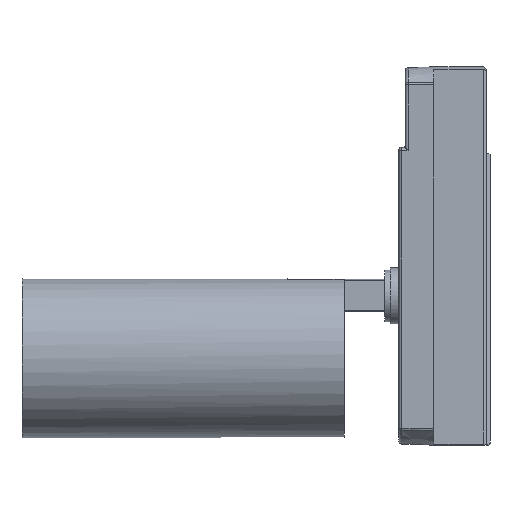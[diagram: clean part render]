
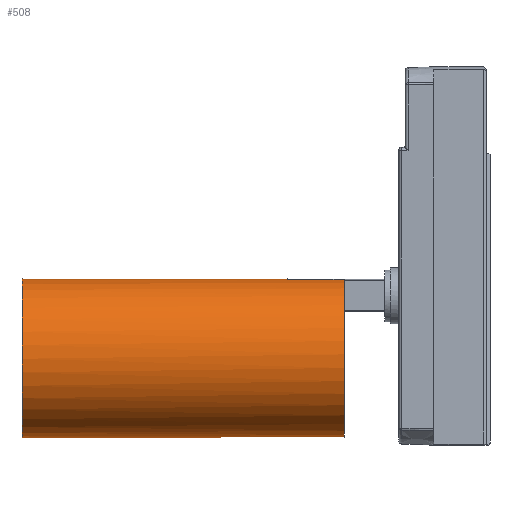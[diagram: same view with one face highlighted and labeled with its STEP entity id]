
A CAD part, front view. The second image highlights one B-rep face of the part: STEP entity #508.
In plain terms, the highlighted cylindrical face has radius 40 mm (diameter 80 mm), a full revolution.
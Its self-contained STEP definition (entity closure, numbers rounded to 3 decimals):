
#105 = CARTESIAN_POINT ( 'NONE',  ( 6.347, -11.94, -45.079 ) ) ;
#111 = AXIS2_PLACEMENT_3D ( 'NONE', #540, #2487, #1148 ) ;
#121 = CYLINDRICAL_SURFACE ( 'NONE', #3454, 40. ) ;
#218 = ORIENTED_EDGE ( 'NONE', *, *, #1976, .T. ) ;
#240 = VERTEX_POINT ( 'NONE', #2016 ) ;
#418 = VERTEX_POINT ( 'NONE', #1168 ) ;
#444 = CARTESIAN_POINT ( 'NONE',  ( -0.053, -51.424, -73.579 ) ) ;
#480 = DIRECTION ( 'NONE',  ( 0., 0., -1. ) ) ;
#507 = LINE ( 'NONE', #1070, #2814 ) ;
#508 = ADVANCED_FACE ( 'NONE', ( #1855, #724 ), #121, .T. ) ;
#540 = CARTESIAN_POINT ( 'NONE',  ( -0.053, -51.424, -45.079 ) ) ;
#579 = ORIENTED_EDGE ( 'NONE', *, *, #3059, .T. ) ;
#611 = ORIENTED_EDGE ( 'NONE', *, *, #3558, .T. ) ;
#617 = CARTESIAN_POINT ( 'NONE',  ( 6.347, -11.94, -241.279 ) ) ;
#669 = ORIENTED_EDGE ( 'NONE', *, *, #1899, .T. ) ;
#724 = FACE_OUTER_BOUND ( 'NONE', #3609, .T. ) ;
#800 = CARTESIAN_POINT ( 'NONE',  ( -0.053, -51.424, -207.179 ) ) ;
#893 = VECTOR ( 'NONE', #3475, 1000. ) ;
#1070 = CARTESIAN_POINT ( 'NONE',  ( -6.453, -11.94, -241.279 ) ) ;
#1092 = ORIENTED_EDGE ( 'NONE', *, *, #1784, .T. ) ;
#1129 = VERTEX_POINT ( 'NONE', #1196 ) ;
#1133 = CARTESIAN_POINT ( 'NONE',  ( -6.453, -11.94, -73.579 ) ) ;
#1148 = DIRECTION ( 'NONE',  ( 0., 1., 0. ) ) ;
#1168 = CARTESIAN_POINT ( 'NONE',  ( -6.453, -11.94, -45.079 ) ) ;
#1196 = CARTESIAN_POINT ( 'NONE',  ( 6.347, -11.94, -73.579 ) ) ;
#1226 = AXIS2_PLACEMENT_3D ( 'NONE', #444, #1854, #1257 ) ;
#1242 = DIRECTION ( 'NONE',  ( 0., 1., 0. ) ) ;
#1257 = DIRECTION ( 'NONE',  ( 0., -1., 0. ) ) ;
#1347 = CIRCLE ( 'NONE', #1226, 40. ) ;
#1406 = EDGE_LOOP ( 'NONE', ( #579, #669, #611, #1092 ) ) ;
#1784 = EDGE_CURVE ( 'NONE', #1998, #1129, #1347, .T. ) ;
#1838 = DIRECTION ( 'NONE',  ( 0., 0., 1. ) ) ;
#1854 = DIRECTION ( 'NONE',  ( 0., 0., -1. ) ) ;
#1855 = FACE_OUTER_BOUND ( 'NONE', #1406, .T. ) ;
#1899 = EDGE_CURVE ( 'NONE', #2976, #418, #3440, .T. ) ;
#1925 = DIRECTION ( 'NONE',  ( 0., 0., 1. ) ) ;
#1976 = EDGE_CURVE ( 'NONE', #240, #240, #2398, .T. ) ;
#1998 = VERTEX_POINT ( 'NONE', #1133 ) ;
#2016 = CARTESIAN_POINT ( 'NONE',  ( -0.053, -91.424, -207.179 ) ) ;
#2398 = CIRCLE ( 'NONE', #3091, 40. ) ;
#2487 = DIRECTION ( 'NONE',  ( 0., 0., -1. ) ) ;
#2814 = VECTOR ( 'NONE', #480, 1000. ) ;
#2976 = VERTEX_POINT ( 'NONE', #105 ) ;
#3018 = DIRECTION ( 'NONE',  ( 0., -1., 0. ) ) ;
#3059 = EDGE_CURVE ( 'NONE', #1129, #2976, #3401, .T. ) ;
#3091 = AXIS2_PLACEMENT_3D ( 'NONE', #800, #1925, #3018 ) ;
#3401 = LINE ( 'NONE', #617, #893 ) ;
#3440 = CIRCLE ( 'NONE', #111, 40. ) ;
#3452 = CARTESIAN_POINT ( 'NONE',  ( -0.053, -51.424, -241.279 ) ) ;
#3454 = AXIS2_PLACEMENT_3D ( 'NONE', #3452, #1838, #1242 ) ;
#3475 = DIRECTION ( 'NONE',  ( 0., 0., 1. ) ) ;
#3558 = EDGE_CURVE ( 'NONE', #418, #1998, #507, .T. ) ;
#3609 = EDGE_LOOP ( 'NONE', ( #218 ) ) ;
